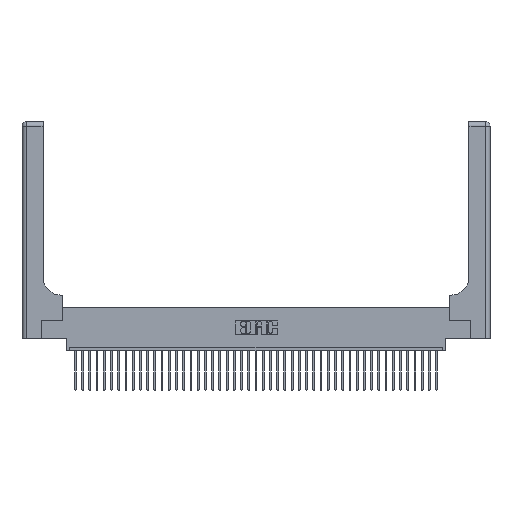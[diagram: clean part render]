
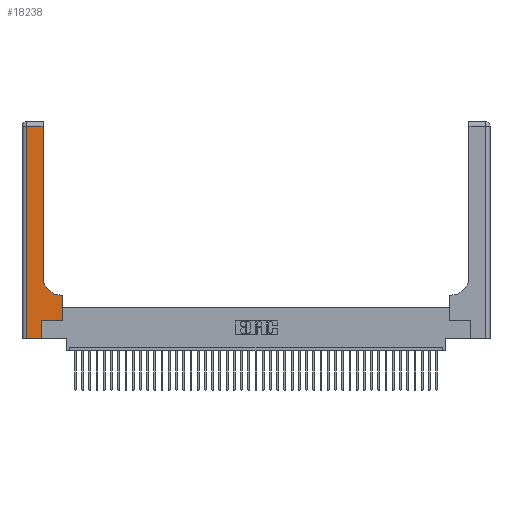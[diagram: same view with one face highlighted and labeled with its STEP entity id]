
A CAD part, top view. The second image highlights one B-rep face of the part: STEP entity #18238.
In plain terms, the highlighted planar face has unit normal (0, 0, 1).
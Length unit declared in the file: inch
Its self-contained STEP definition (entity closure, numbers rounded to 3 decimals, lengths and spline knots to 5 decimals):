
#651 = DIRECTION ( 'NONE',  ( 1., 0., 0. ) ) ;
#832 = VERTEX_POINT ( 'NONE', #36408 ) ;
#1050 = ORIENTED_EDGE ( 'NONE', *, *, #28954, .T. ) ;
#1494 = DIRECTION ( 'NONE',  ( 0., 1., 0. ) ) ;
#1750 = EDGE_CURVE ( 'NONE', #3093, #20495, #8890, .T. ) ;
#3093 = VERTEX_POINT ( 'NONE', #4524 ) ;
#3229 = FACE_OUTER_BOUND ( 'NONE', #14529, .T. ) ;
#3812 = ORIENTED_EDGE ( 'NONE', *, *, #39090, .T. ) ;
#4316 = LINE ( 'NONE', #24603, #5372 ) ;
#4455 = DIRECTION ( 'NONE',  ( 0., -1., 0. ) ) ;
#4524 = CARTESIAN_POINT ( 'NONE',  ( 0.06, 2.94, 0.37 ) ) ;
#5372 = VECTOR ( 'NONE', #32003, 39.37008 ) ;
#6621 = ORIENTED_EDGE ( 'NONE', *, *, #13921, .T. ) ;
#6896 = EDGE_CURVE ( 'NONE', #11793, #24037, #14129, .T. ) ;
#7030 = EDGE_CURVE ( 'NONE', #36787, #10488, #19806, .T. ) ;
#7571 = CARTESIAN_POINT ( 'NONE',  ( 0.2915, 2.94, 0.37 ) ) ;
#7726 = ORIENTED_EDGE ( 'NONE', *, *, #14422, .T. ) ;
#7801 = DIRECTION ( 'NONE',  ( 0., 0., -1. ) ) ;
#7886 = VERTEX_POINT ( 'NONE', #13155 ) ;
#8491 = AXIS2_PLACEMENT_3D ( 'NONE', #40520, #7801, #651 ) ;
#8890 = LINE ( 'NONE', #20704, #38173 ) ;
#10488 = VERTEX_POINT ( 'NONE', #7571 ) ;
#10556 = DIRECTION ( 'NONE',  ( -1., 0., 0. ) ) ;
#11083 = CIRCLE ( 'NONE', #8491, 0.25 ) ;
#11274 = CARTESIAN_POINT ( 'NONE',  ( 0.06, 0., 0.37 ) ) ;
#11524 = VECTOR ( 'NONE', #40357, 39.37008 ) ;
#11793 = VERTEX_POINT ( 'NONE', #21716 ) ;
#11857 = CARTESIAN_POINT ( 'NONE',  ( 0.5585, 0.6, 0.37 ) ) ;
#13155 = CARTESIAN_POINT ( 'NONE',  ( 0.269, 0.25, 0.37 ) ) ;
#13172 = EDGE_CURVE ( 'NONE', #832, #36787, #11083, .T. ) ;
#13921 = EDGE_CURVE ( 'NONE', #10488, #3093, #4316, .T. ) ;
#14108 = ORIENTED_EDGE ( 'NONE', *, *, #6896, .T. ) ;
#14129 = LINE ( 'NONE', #33885, #11524 ) ;
#14422 = EDGE_CURVE ( 'NONE', #20495, #15230, #26693, .T. ) ;
#14529 = EDGE_LOOP ( 'NONE', ( #19220, #6621, #27784, #7726, #21030, #3812, #14108, #1050, #34291 ) ) ;
#15230 = VERTEX_POINT ( 'NONE', #16029 ) ;
#15614 = PLANE ( 'NONE',  #20797 ) ;
#16029 = CARTESIAN_POINT ( 'NONE',  ( 0.269, 0., 0.37 ) ) ;
#18238 = ADVANCED_FACE ( 'NONE', ( #3229 ), #15614, .F. ) ;
#19091 = CARTESIAN_POINT ( 'NONE',  ( 0., 3., 0.37 ) ) ;
#19220 = ORIENTED_EDGE ( 'NONE', *, *, #7030, .T. ) ;
#19806 = LINE ( 'NONE', #34026, #36215 ) ;
#20495 = VERTEX_POINT ( 'NONE', #11274 ) ;
#20668 = EDGE_CURVE ( 'NONE', #15230, #7886, #20851, .T. ) ;
#20704 = CARTESIAN_POINT ( 'NONE',  ( 0.06, 3., 0.37 ) ) ;
#20797 = AXIS2_PLACEMENT_3D ( 'NONE', #19091, #25686, #35707 ) ;
#20851 = LINE ( 'NONE', #35385, #25993 ) ;
#21030 = ORIENTED_EDGE ( 'NONE', *, *, #20668, .T. ) ;
#21089 = DIRECTION ( 'NONE',  ( 1., 0., 0. ) ) ;
#21716 = CARTESIAN_POINT ( 'NONE',  ( 0.5585, 0.25, 0.37 ) ) ;
#24037 = VERTEX_POINT ( 'NONE', #11857 ) ;
#24513 = CARTESIAN_POINT ( 'NONE',  ( 0.269, 0.25, 0.37 ) ) ;
#24603 = CARTESIAN_POINT ( 'NONE',  ( 0., 2.94, 0.37 ) ) ;
#24959 = DIRECTION ( 'NONE',  ( 0., 1., 0. ) ) ;
#25686 = DIRECTION ( 'NONE',  ( 0., 0., -1. ) ) ;
#25993 = VECTOR ( 'NONE', #24959, 39.37008 ) ;
#26429 = LINE ( 'NONE', #24513, #33068 ) ;
#26693 = LINE ( 'NONE', #35730, #30779 ) ;
#27784 = ORIENTED_EDGE ( 'NONE', *, *, #1750, .T. ) ;
#28954 = EDGE_CURVE ( 'NONE', #24037, #832, #31129, .T. ) ;
#29265 = DIRECTION ( 'NONE',  ( 1., 0., 0. ) ) ;
#30779 = VECTOR ( 'NONE', #29265, 39.37008 ) ;
#31129 = LINE ( 'NONE', #33100, #37828 ) ;
#32003 = DIRECTION ( 'NONE',  ( -1., 0., 0. ) ) ;
#33068 = VECTOR ( 'NONE', #21089, 39.37008 ) ;
#33100 = CARTESIAN_POINT ( 'NONE',  ( 0.2915, 0.6, 0.37 ) ) ;
#33885 = CARTESIAN_POINT ( 'NONE',  ( 0.5585, 0.25, 0.37 ) ) ;
#34026 = CARTESIAN_POINT ( 'NONE',  ( 0.2915, 3., 0.37 ) ) ;
#34291 = ORIENTED_EDGE ( 'NONE', *, *, #13172, .T. ) ;
#35385 = CARTESIAN_POINT ( 'NONE',  ( 0.269, 0., 0.37 ) ) ;
#35707 = DIRECTION ( 'NONE',  ( -1., 0., 0. ) ) ;
#35730 = CARTESIAN_POINT ( 'NONE',  ( 0., 0., 0.37 ) ) ;
#36215 = VECTOR ( 'NONE', #1494, 39.37008 ) ;
#36408 = CARTESIAN_POINT ( 'NONE',  ( 0.5415, 0.6, 0.37 ) ) ;
#36747 = CARTESIAN_POINT ( 'NONE',  ( 0.2915, 0.85, 0.37 ) ) ;
#36787 = VERTEX_POINT ( 'NONE', #36747 ) ;
#37828 = VECTOR ( 'NONE', #10556, 39.37008 ) ;
#38173 = VECTOR ( 'NONE', #4455, 39.37008 ) ;
#39090 = EDGE_CURVE ( 'NONE', #7886, #11793, #26429, .T. ) ;
#40357 = DIRECTION ( 'NONE',  ( 0., 1., 0. ) ) ;
#40520 = CARTESIAN_POINT ( 'NONE',  ( 0.5415, 0.85, 0.37 ) ) ;
